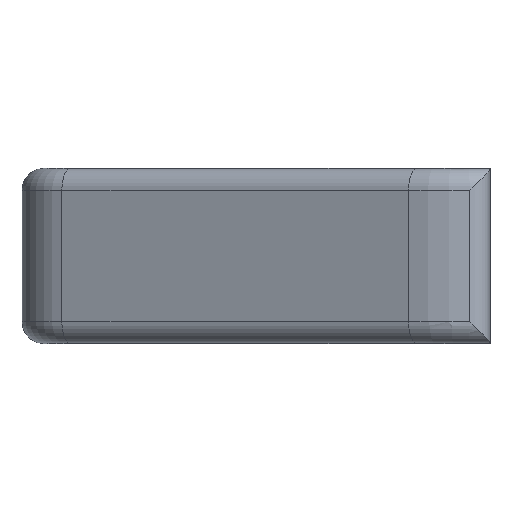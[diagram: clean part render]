
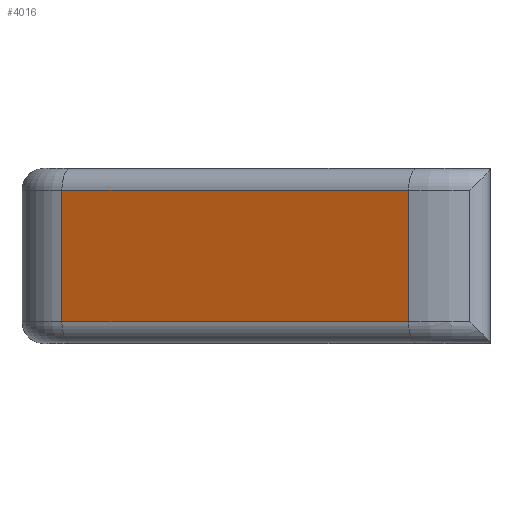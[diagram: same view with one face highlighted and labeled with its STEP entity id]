
A CAD part, left-side view. The second image highlights one B-rep face of the part: STEP entity #4016.
In plain terms, the highlighted planar face has unit normal (-0.92, 0.393, 0).
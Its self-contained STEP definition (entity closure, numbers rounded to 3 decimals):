
#344 = CYLINDRICAL_SURFACE('',#345,1.);
#345 = AXIS2_PLACEMENT_3D('',#346,#347,#348);
#346 = CARTESIAN_POINT('',(-20.598,1.964,1.));
#347 = DIRECTION('',(0.393,0.92,0.));
#348 = DIRECTION('',(-0.92,0.393,0.));
#1213 = CYLINDRICAL_SURFACE('',#1214,1.);
#1214 = AXIS2_PLACEMENT_3D('',#1215,#1216,#1217);
#1215 = CARTESIAN_POINT('',(-20.598,1.964,7.));
#1216 = DIRECTION('',(0.393,0.92,0.));
#1217 = DIRECTION('',(-0.92,0.393,0.));
#2531 = VERTEX_POINT('',#2532);
#2532 = CARTESIAN_POINT('',(-14.759,18.179,1.));
#2569 = CYLINDRICAL_SURFACE('',#2570,3.);
#2570 = AXIS2_PLACEMENT_3D('',#2571,#2572,#2573);
#2571 = CARTESIAN_POINT('',(-12.,17.,0.));
#2572 = DIRECTION('',(-0.,-0.,-1.));
#2573 = DIRECTION('',(1.,0.,0.));
#2587 = VERTEX_POINT('',#2588);
#2588 = CARTESIAN_POINT('',(-21.518,2.357,1.));
#2612 = EDGE_CURVE('',#2587,#2531,#2613,.T.);
#2613 = SURFACE_CURVE('',#2614,(#2618,#2625),.PCURVE_S1.);
#2614 = LINE('',#2615,#2616);
#2615 = CARTESIAN_POINT('',(-21.518,2.357,1.));
#2616 = VECTOR('',#2617,1.);
#2617 = DIRECTION('',(0.393,0.92,0.));
#2618 = PCURVE('',#344,#2619);
#2619 = DEFINITIONAL_REPRESENTATION('',(#2620),#2624);
#2620 = LINE('',#2621,#2622);
#2621 = CARTESIAN_POINT('',(-0.,0.));
#2622 = VECTOR('',#2623,1.);
#2623 = DIRECTION('',(-0.,1.));
#2624 = ( GEOMETRIC_REPRESENTATION_CONTEXT(2) 
PARAMETRIC_REPRESENTATION_CONTEXT() REPRESENTATION_CONTEXT('2D SPACE',''
  ) );
#2625 = PCURVE('',#2626,#2631);
#2626 = PLANE('',#2627);
#2627 = AXIS2_PLACEMENT_3D('',#2628,#2629,#2630);
#2628 = CARTESIAN_POINT('',(-21.518,2.357,0.));
#2629 = DIRECTION('',(-0.92,0.393,0.));
#2630 = DIRECTION('',(0.393,0.92,0.));
#2631 = DEFINITIONAL_REPRESENTATION('',(#2632),#2636);
#2632 = LINE('',#2633,#2634);
#2633 = CARTESIAN_POINT('',(0.,-1.));
#2634 = VECTOR('',#2635,1.);
#2635 = DIRECTION('',(1.,0.));
#2636 = ( GEOMETRIC_REPRESENTATION_CONTEXT(2) 
PARAMETRIC_REPRESENTATION_CONTEXT() REPRESENTATION_CONTEXT('2D SPACE',''
  ) );
#2728 = CYLINDRICAL_SURFACE('',#2729,6.);
#2729 = AXIS2_PLACEMENT_3D('',#2730,#2731,#2732);
#2730 = CARTESIAN_POINT('',(-16.,0.,0.));
#2731 = DIRECTION('',(-0.,-0.,-1.));
#2732 = DIRECTION('',(1.,0.,0.));
#3496 = VERTEX_POINT('',#3497);
#3497 = CARTESIAN_POINT('',(-14.759,18.179,7.));
#3547 = VERTEX_POINT('',#3548);
#3548 = CARTESIAN_POINT('',(-21.518,2.357,7.));
#3572 = EDGE_CURVE('',#3547,#3496,#3573,.T.);
#3573 = SURFACE_CURVE('',#3574,(#3578,#3585),.PCURVE_S1.);
#3574 = LINE('',#3575,#3576);
#3575 = CARTESIAN_POINT('',(-21.518,2.357,7.));
#3576 = VECTOR('',#3577,1.);
#3577 = DIRECTION('',(0.393,0.92,0.));
#3578 = PCURVE('',#1213,#3579);
#3579 = DEFINITIONAL_REPRESENTATION('',(#3580),#3584);
#3580 = LINE('',#3581,#3582);
#3581 = CARTESIAN_POINT('',(0.,0.));
#3582 = VECTOR('',#3583,1.);
#3583 = DIRECTION('',(0.,1.));
#3584 = ( GEOMETRIC_REPRESENTATION_CONTEXT(2) 
PARAMETRIC_REPRESENTATION_CONTEXT() REPRESENTATION_CONTEXT('2D SPACE',''
  ) );
#3585 = PCURVE('',#2626,#3586);
#3586 = DEFINITIONAL_REPRESENTATION('',(#3587),#3591);
#3587 = LINE('',#3588,#3589);
#3588 = CARTESIAN_POINT('',(0.,-7.));
#3589 = VECTOR('',#3590,1.);
#3590 = DIRECTION('',(1.,0.));
#3591 = ( GEOMETRIC_REPRESENTATION_CONTEXT(2) 
PARAMETRIC_REPRESENTATION_CONTEXT() REPRESENTATION_CONTEXT('2D SPACE',''
  ) );
#3995 = EDGE_CURVE('',#2531,#3496,#3996,.T.);
#3996 = SURFACE_CURVE('',#3997,(#4001,#4008),.PCURVE_S1.);
#3997 = LINE('',#3998,#3999);
#3998 = CARTESIAN_POINT('',(-14.759,18.179,0.));
#3999 = VECTOR('',#4000,1.);
#4000 = DIRECTION('',(0.,0.,1.));
#4001 = PCURVE('',#2569,#4002);
#4002 = DEFINITIONAL_REPRESENTATION('',(#4003),#4007);
#4003 = LINE('',#4004,#4005);
#4004 = CARTESIAN_POINT('',(-2.738,0.));
#4005 = VECTOR('',#4006,1.);
#4006 = DIRECTION('',(-0.,-1.));
#4007 = ( GEOMETRIC_REPRESENTATION_CONTEXT(2) 
PARAMETRIC_REPRESENTATION_CONTEXT() REPRESENTATION_CONTEXT('2D SPACE',''
  ) );
#4008 = PCURVE('',#2626,#4009);
#4009 = DEFINITIONAL_REPRESENTATION('',(#4010),#4014);
#4010 = LINE('',#4011,#4012);
#4011 = CARTESIAN_POINT('',(17.205,0.));
#4012 = VECTOR('',#4013,1.);
#4013 = DIRECTION('',(0.,-1.));
#4014 = ( GEOMETRIC_REPRESENTATION_CONTEXT(2) 
PARAMETRIC_REPRESENTATION_CONTEXT() REPRESENTATION_CONTEXT('2D SPACE',''
  ) );
#4016 = ADVANCED_FACE('',(#4017),#2626,.T.);
#4017 = FACE_BOUND('',#4018,.T.);
#4018 = EDGE_LOOP('',(#4019,#4040,#4041,#4042));
#4019 = ORIENTED_EDGE('',*,*,#4020,.T.);
#4020 = EDGE_CURVE('',#2587,#3547,#4021,.T.);
#4021 = SURFACE_CURVE('',#4022,(#4026,#4033),.PCURVE_S1.);
#4022 = LINE('',#4023,#4024);
#4023 = CARTESIAN_POINT('',(-21.518,2.357,0.));
#4024 = VECTOR('',#4025,1.);
#4025 = DIRECTION('',(0.,0.,1.));
#4026 = PCURVE('',#2626,#4027);
#4027 = DEFINITIONAL_REPRESENTATION('',(#4028),#4032);
#4028 = LINE('',#4029,#4030);
#4029 = CARTESIAN_POINT('',(0.,0.));
#4030 = VECTOR('',#4031,1.);
#4031 = DIRECTION('',(0.,-1.));
#4032 = ( GEOMETRIC_REPRESENTATION_CONTEXT(2) 
PARAMETRIC_REPRESENTATION_CONTEXT() REPRESENTATION_CONTEXT('2D SPACE',''
  ) );
#4033 = PCURVE('',#2728,#4034);
#4034 = DEFINITIONAL_REPRESENTATION('',(#4035),#4039);
#4035 = LINE('',#4036,#4037);
#4036 = CARTESIAN_POINT('',(-2.738,0.));
#4037 = VECTOR('',#4038,1.);
#4038 = DIRECTION('',(-0.,-1.));
#4039 = ( GEOMETRIC_REPRESENTATION_CONTEXT(2) 
PARAMETRIC_REPRESENTATION_CONTEXT() REPRESENTATION_CONTEXT('2D SPACE',''
  ) );
#4040 = ORIENTED_EDGE('',*,*,#3572,.T.);
#4041 = ORIENTED_EDGE('',*,*,#3995,.F.);
#4042 = ORIENTED_EDGE('',*,*,#2612,.F.);
